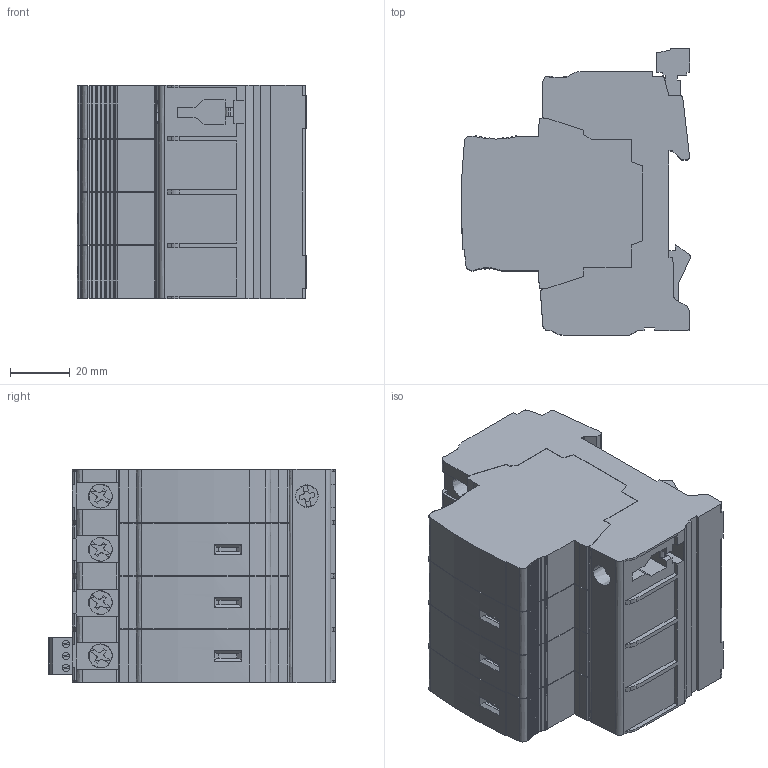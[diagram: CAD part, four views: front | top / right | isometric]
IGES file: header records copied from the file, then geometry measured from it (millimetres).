
Start section:  PTC IGES file: b80001512.igs
Global section: file name: b80001512.igs; native system: Creo Parametric by PTC Inc.; preprocessor: 2016380; author: FRJEGUI; organization: Unknown; date: 20170224.110238; units: millimetre
Bounding box: 76.67 x 95.8 x 71.2 mm (x, y, z)
Surface area: 59776.3 mm2 (no closed solid volume)
Topology: 0 solids, 0 shells, 1106 faces, 6496 edges, 6496 vertices
Faces by surface type: bspline 1106
